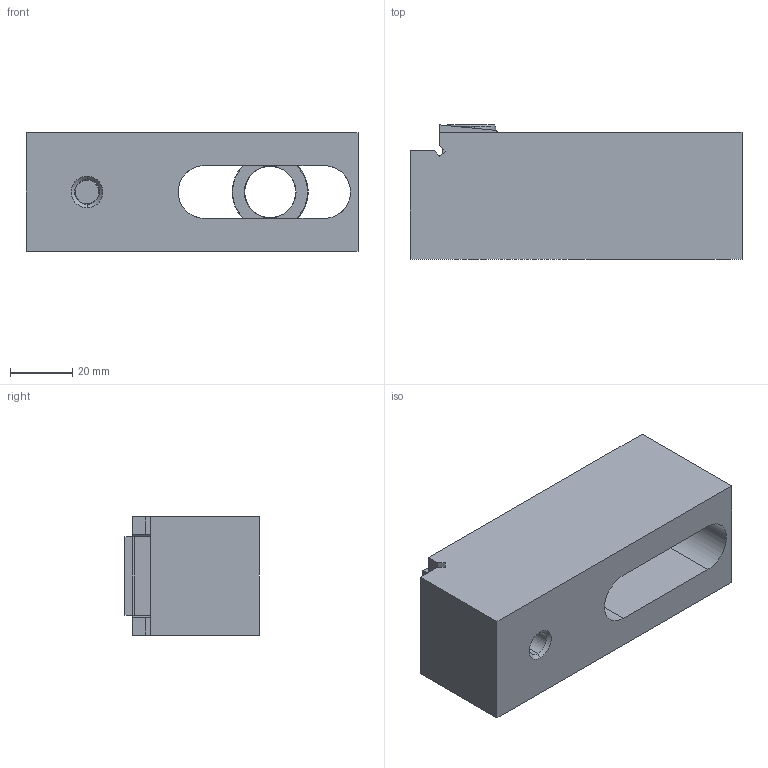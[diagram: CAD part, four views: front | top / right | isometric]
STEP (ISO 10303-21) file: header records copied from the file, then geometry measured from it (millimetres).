
FILE_DESCRIPTION (( 'STEP AP203' ), '1' );
FILE_NAME ('56255.STEP', '2020-05-15T17:48:02', ( 'Marc' ), ( 'Microsoft' ), 'SwSTEP 2.0', 'SolidWorks 2018', '' );
FILE_SCHEMA (( 'CONFIG_CONTROL_DESIGN' ));
Length unit declared in the file: inch
Products named in the file (7): M1025MM SHCS_M1025MM SHCS; 262501_262501; 56075_56075; 260751_260751; 20016_20016; 204 O-RING_204 O-RING; 56255
Assembly tree (6 placements, depth 3):
  56255
    262501_262501
    56075_56075
      260751_260751
      204 O-RING_204 O-RING
      M1025MM SHCS_M1025MM SHCS
    20016_20016
Bounding box: 107.06 x 43.45 x 38.1 mm (x, y, z)
Volume: 114670.5 mm3; surface area: 32056.2 mm2
Topology: 5 solids, 5 shells, 190 faces, 503 edges, 322 vertices
Faces by surface type: cylinder 94, plane 53, cone 29, torus 8, bspline 6
Entity records: 8873 total; most frequent: CARTESIAN_POINT 3854, ORIENTED_EDGE 1006, DIRECTION 804, EDGE_CURVE 503, VERTEX_POINT 322, AXIS2_PLACEMENT_3D 289, VECTOR 226, LINE 226
